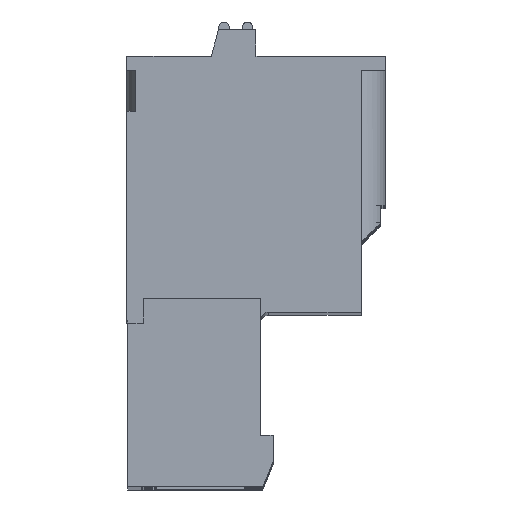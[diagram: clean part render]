
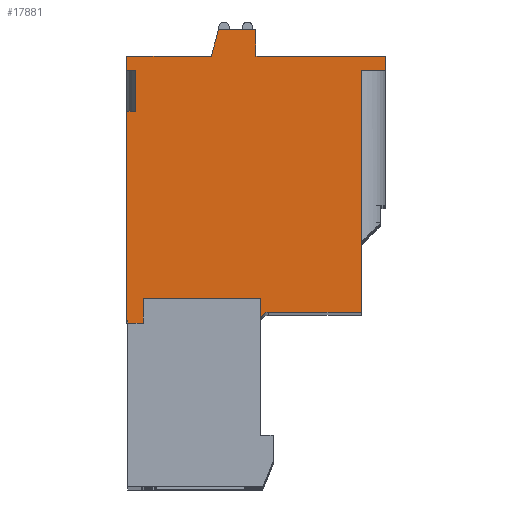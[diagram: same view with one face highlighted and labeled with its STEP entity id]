
A CAD part, top view. The second image highlights one B-rep face of the part: STEP entity #17881.
In plain terms, the highlighted planar face has unit normal (0, 0, 1).
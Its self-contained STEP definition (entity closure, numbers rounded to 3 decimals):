
#816=DIRECTION('',(0.,1.,0.));
#817=VECTOR('',#816,1.3);
#818=CARTESIAN_POINT('',(3.741,-4.022,2.5));
#819=LINE('',#818,#817);
#820=DIRECTION('',(-1.,0.,0.));
#821=VECTOR('',#820,6.8);
#822=CARTESIAN_POINT('',(3.741,-2.722,2.5));
#823=LINE('',#822,#821);
#824=DIRECTION('',(0.,-1.,0.));
#825=VECTOR('',#824,1.45);
#826=CARTESIAN_POINT('',(-3.059,-2.722,2.5));
#827=LINE('',#826,#825);
#828=DIRECTION('',(-1.,0.,0.));
#829=VECTOR('',#828,0.9);
#830=CARTESIAN_POINT('',(-3.059,-4.172,2.5));
#831=LINE('',#830,#829);
#832=DIRECTION('',(0.,-1.,0.));
#833=VECTOR('',#832,0.15);
#834=CARTESIAN_POINT('',(-3.959,-4.022,2.5));
#835=LINE('',#834,#833);
#836=DIRECTION('',(1.,0.,0.));
#837=VECTOR('',#836,0.05);
#838=CARTESIAN_POINT('',(-4.009,-4.022,2.5));
#839=LINE('',#838,#837);
#840=DIRECTION('',(0.,-1.,0.));
#841=VECTOR('',#840,12.15);
#842=CARTESIAN_POINT('',(-4.009,8.128,2.5));
#843=LINE('',#842,#841);
#844=DIRECTION('',(1.,0.,0.));
#845=VECTOR('',#844,0.5);
#846=CARTESIAN_POINT('',(-4.009,8.128,2.5));
#847=LINE('',#846,#845);
#848=DIRECTION('',(0.,-1.,0.));
#849=VECTOR('',#848,2.4);
#850=CARTESIAN_POINT('',(-3.509,10.528,2.5));
#851=LINE('',#850,#849);
#852=DIRECTION('',(1.,0.,0.));
#853=VECTOR('',#852,0.5);
#854=CARTESIAN_POINT('',(-4.009,10.528,2.5));
#855=LINE('',#854,#853);
#856=DIRECTION('',(0.,-1.,0.));
#857=VECTOR('',#856,0.8);
#858=CARTESIAN_POINT('',(-4.009,11.328,2.5));
#859=LINE('',#858,#857);
#860=DIRECTION('',(-1.,0.,0.));
#861=VECTOR('',#860,4.907);
#862=CARTESIAN_POINT('',(0.898,11.328,2.5));
#863=LINE('',#862,#861);
#864=DIRECTION('',(-0.259,-0.966,0.));
#865=VECTOR('',#864,1.605);
#866=CARTESIAN_POINT('',(1.313,12.878,2.5));
#867=LINE('',#866,#865);
#868=DIRECTION('',(-1.,0.,0.));
#869=VECTOR('',#868,2.178);
#870=CARTESIAN_POINT('',(3.491,12.878,2.5));
#871=LINE('',#870,#869);
#872=DIRECTION('',(0.,1.,0.));
#873=VECTOR('',#872,1.55);
#874=CARTESIAN_POINT('',(3.491,11.328,2.5));
#875=LINE('',#874,#873);
#876=DIRECTION('',(-1.,0.,0.));
#877=VECTOR('',#876,7.5);
#878=CARTESIAN_POINT('',(10.991,11.328,2.5));
#879=LINE('',#878,#877);
#880=DIRECTION('',(0.,1.,0.));
#881=VECTOR('',#880,0.8);
#882=CARTESIAN_POINT('',(10.991,10.528,2.5));
#883=LINE('',#882,#881);
#884=DIRECTION('',(-1.,0.,0.));
#885=VECTOR('',#884,1.4);
#886=CARTESIAN_POINT('',(10.991,10.528,2.5));
#887=LINE('',#886,#885);
#888=DIRECTION('',(1.,0.,0.));
#889=VECTOR('',#888,5.35);
#890=CARTESIAN_POINT('',(4.241,-3.522,2.5));
#891=LINE('',#890,#889);
#892=CARTESIAN_POINT('',(4.241,-4.022,2.5));
#893=DIRECTION('',(0.,0.,-1.));
#894=DIRECTION('',(-1.,0.,0.));
#895=AXIS2_PLACEMENT_3D('',#892,#893,#894);
#4324=DIRECTION('',(0.,1.,0.));
#4325=VECTOR('',#4324,14.05);
#4326=CARTESIAN_POINT('',(9.591,-3.522,2.5));
#4327=LINE('',#4326,#4325);
#13205=CARTESIAN_POINT('',(-4.009,-4.022,2.5));
#13206=CARTESIAN_POINT('',(-3.959,-4.022,2.5));
#13207=VERTEX_POINT('',#13205);
#13208=VERTEX_POINT('',#13206);
#13209=CARTESIAN_POINT('',(4.241,-3.522,2.5));
#13210=CARTESIAN_POINT('',(9.591,-3.522,2.5));
#13211=VERTEX_POINT('',#13209);
#13212=VERTEX_POINT('',#13210);
#13213=CARTESIAN_POINT('',(10.991,11.328,2.5));
#13214=CARTESIAN_POINT('',(3.491,11.328,2.5));
#13215=VERTEX_POINT('',#13213);
#13216=VERTEX_POINT('',#13214);
#13217=CARTESIAN_POINT('',(3.491,12.878,2.5));
#13218=VERTEX_POINT('',#13217);
#13219=CARTESIAN_POINT('',(1.313,12.878,2.5));
#13220=VERTEX_POINT('',#13219);
#13221=CARTESIAN_POINT('',(0.898,11.328,2.5));
#13222=VERTEX_POINT('',#13221);
#13223=CARTESIAN_POINT('',(-4.009,11.328,2.5));
#13224=VERTEX_POINT('',#13223);
#13229=CARTESIAN_POINT('',(10.991,10.528,2.5));
#13230=CARTESIAN_POINT('',(9.591,10.528,2.5));
#13231=VERTEX_POINT('',#13229);
#13232=VERTEX_POINT('',#13230);
#13347=CARTESIAN_POINT('',(3.741,-4.022,2.5));
#13348=CARTESIAN_POINT('',(3.741,-2.722,2.5));
#13349=VERTEX_POINT('',#13347);
#13350=VERTEX_POINT('',#13348);
#13351=CARTESIAN_POINT('',(-3.059,-2.722,2.5));
#13352=VERTEX_POINT('',#13351);
#13353=CARTESIAN_POINT('',(-3.059,-4.172,2.5));
#13354=VERTEX_POINT('',#13353);
#13355=CARTESIAN_POINT('',(-3.959,-4.172,2.5));
#13356=VERTEX_POINT('',#13355);
#13361=CARTESIAN_POINT('',(-4.009,10.528,2.5));
#13362=CARTESIAN_POINT('',(-3.509,10.528,2.5));
#13363=VERTEX_POINT('',#13361);
#13364=VERTEX_POINT('',#13362);
#13365=CARTESIAN_POINT('',(-4.009,8.128,2.5));
#13366=CARTESIAN_POINT('',(-3.509,8.128,2.5));
#13367=VERTEX_POINT('',#13365);
#13368=VERTEX_POINT('',#13366);
#17835=CARTESIAN_POINT('',(0.,0.,2.5));
#17836=DIRECTION('',(0.,0.,1.));
#17837=DIRECTION('',(1.,0.,0.));
#17838=AXIS2_PLACEMENT_3D('',#17835,#17836,#17837);
#17839=PLANE('',#17838);
#17840=ORIENTED_EDGE('',*,*,#17816,.T.);
#17842=ORIENTED_EDGE('',*,*,#17841,.T.);
#17844=ORIENTED_EDGE('',*,*,#17843,.T.);
#17846=ORIENTED_EDGE('',*,*,#17845,.T.);
#17847=ORIENTED_EDGE('',*,*,#17135,.F.);
#17849=ORIENTED_EDGE('',*,*,#17848,.F.);
#17851=ORIENTED_EDGE('',*,*,#17850,.F.);
#17853=ORIENTED_EDGE('',*,*,#17852,.T.);
#17855=ORIENTED_EDGE('',*,*,#17854,.F.);
#17857=ORIENTED_EDGE('',*,*,#17856,.F.);
#17859=ORIENTED_EDGE('',*,*,#17858,.F.);
#17861=ORIENTED_EDGE('',*,*,#17860,.F.);
#17863=ORIENTED_EDGE('',*,*,#17862,.F.);
#17865=ORIENTED_EDGE('',*,*,#17864,.F.);
#17867=ORIENTED_EDGE('',*,*,#17866,.F.);
#17869=ORIENTED_EDGE('',*,*,#17868,.F.);
#17871=ORIENTED_EDGE('',*,*,#17870,.F.);
#17873=ORIENTED_EDGE('',*,*,#17872,.T.);
#17875=ORIENTED_EDGE('',*,*,#17874,.F.);
#17877=ORIENTED_EDGE('',*,*,#17876,.F.);
#17878=ORIENTED_EDGE('',*,*,#17828,.F.);
#17879=EDGE_LOOP('',(#17840,#17842,#17844,#17846,#17847,#17849,#17851,#17853,
#17855,#17857,#17859,#17861,#17863,#17865,#17867,#17869,#17871,#17873,#17875,
#17877,#17878));
#17880=FACE_OUTER_BOUND('',#17879,.F.);
#896=CIRCLE('',#895,0.5);
#17135=EDGE_CURVE('',#13208,#13356,#835,.T.);
#17816=EDGE_CURVE('',#13349,#13350,#819,.T.);
#17828=EDGE_CURVE('',#13349,#13211,#896,.T.);
#17841=EDGE_CURVE('',#13350,#13352,#823,.T.);
#17843=EDGE_CURVE('',#13352,#13354,#827,.T.);
#17845=EDGE_CURVE('',#13354,#13356,#831,.T.);
#17848=EDGE_CURVE('',#13207,#13208,#839,.T.);
#17850=EDGE_CURVE('',#13367,#13207,#843,.T.);
#17852=EDGE_CURVE('',#13367,#13368,#847,.T.);
#17854=EDGE_CURVE('',#13364,#13368,#851,.T.);
#17856=EDGE_CURVE('',#13363,#13364,#855,.T.);
#17858=EDGE_CURVE('',#13224,#13363,#859,.T.);
#17860=EDGE_CURVE('',#13222,#13224,#863,.T.);
#17862=EDGE_CURVE('',#13220,#13222,#867,.T.);
#17864=EDGE_CURVE('',#13218,#13220,#871,.T.);
#17866=EDGE_CURVE('',#13216,#13218,#875,.T.);
#17868=EDGE_CURVE('',#13215,#13216,#879,.T.);
#17870=EDGE_CURVE('',#13231,#13215,#883,.T.);
#17872=EDGE_CURVE('',#13231,#13232,#887,.T.);
#17874=EDGE_CURVE('',#13212,#13232,#4327,.T.);
#17876=EDGE_CURVE('',#13211,#13212,#891,.T.);
#17881=ADVANCED_FACE('',(#17880),#17839,.T.);
